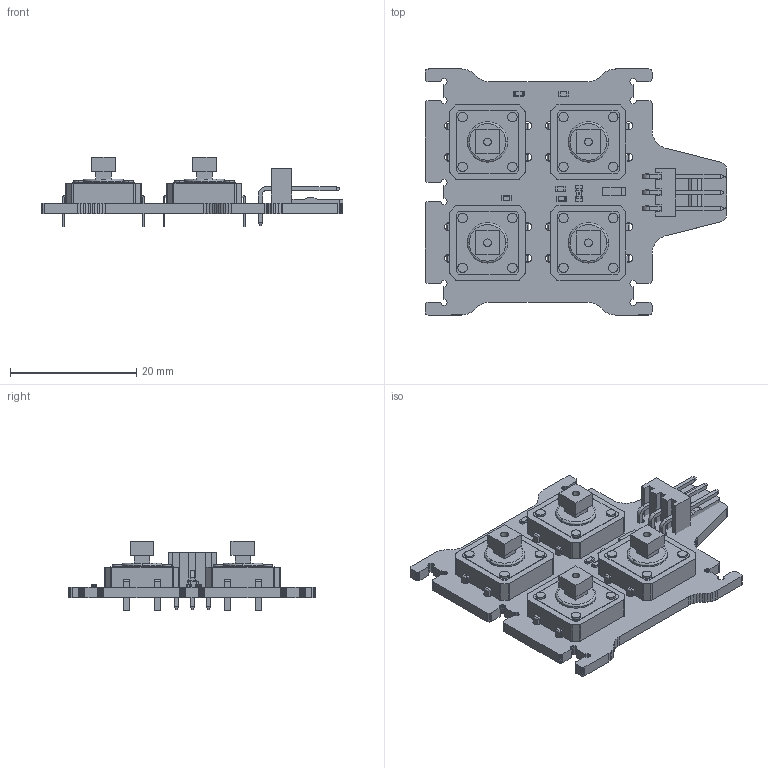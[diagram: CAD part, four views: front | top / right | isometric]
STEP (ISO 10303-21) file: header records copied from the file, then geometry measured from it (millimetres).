
FILE_DESCRIPTION(('Open CASCADE Model'),'2;1');
FILE_NAME('Open CASCADE Shape Model','2015-11-19T21:34:54',('Author'),( 'Open CASCADE'),'Open CASCADE STEP processor 6.2','Open CASCADE 6.2' ,'Unknown');
FILE_SCHEMA(('AUTOMOTIVE_DESIGN { 1 0 10303 214 1 1 1 1 }'));
Length unit declared in the file: millimetre
Products named in the file (25): PCB; Board; A; User_Library-Button-1-1; R1; 675839104; D; C; B; R5; 662495792; R4; R3; R2; C1; 399106976; Extruded; 399107104; C2; 675839776; User_Library-cap0603_pad_0603___; User_Library-cap0603_cap0603_body___; Free-Models; 2510-3P-W
Assembly tree (30 placements, depth 4):
  PCB
    Board
    A
      User_Library-Button-1-1
    R1
      675839104
    D
      User_Library-Button-1-1
    C
      User_Library-Button-1-1
    B
      User_Library-Button-1-1
    R5
      662495792
    R4
      675839104
    R3
      662495792
    R2
      675839104
    C1
      399106976
        Extruded
      399107104
        Extruded
    C2
      675839776
        User_Library-cap0603_pad_0603___
        User_Library-cap0603_cap0603_body___
    Free-Models
      2510-3P-W
Bounding box: 47.88 x 39.02 x 11.05 mm (x, y, z)
Volume: 4598.5 mm3; surface area: 6021.9 mm2
Topology: 16 solids, 16 shells, 1106 faces, 2835 edges, 1772 vertices
Faces by surface type: plane 794, cylinder 247, sphere 48, bspline 9, torus 8
Full cylindrical faces by diameter (mm): 0.9 x3, 1.3 x16, 1.6 x8
Entity records: 49999 total; most frequent: CARTESIAN_POINT 10604, DIRECTION 6777, LINE 4819, VECTOR 4819, ORIENTED_EDGE 3766, PCURVE 3766, DEFINITIONAL_REPRESENTATION 3766, EDGE_CURVE 1883
